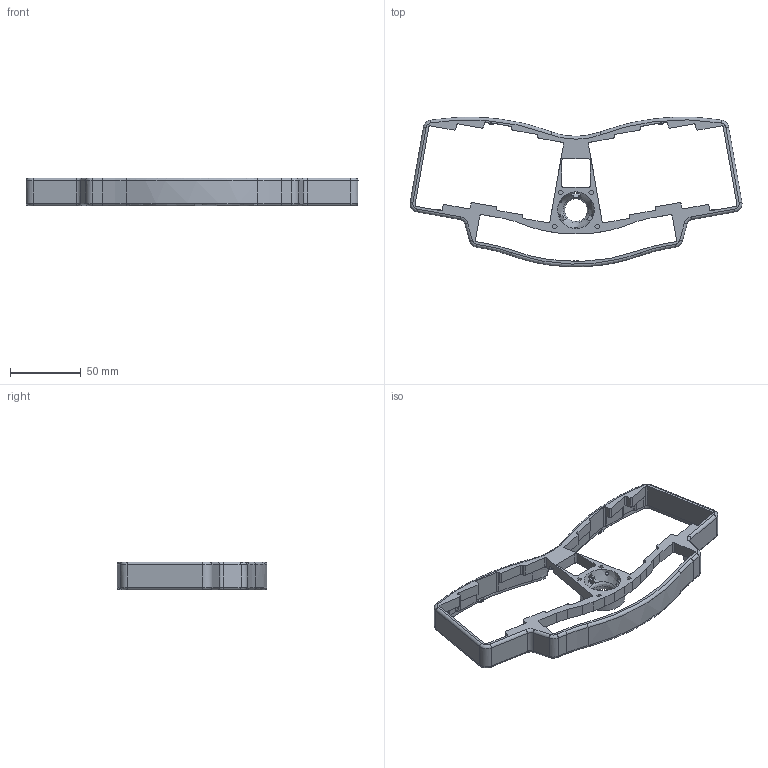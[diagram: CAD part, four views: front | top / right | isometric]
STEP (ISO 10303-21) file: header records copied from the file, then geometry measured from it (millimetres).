
FILE_DESCRIPTION(/* description */ (''),/* implementation_level */ '2;1');
FILE_NAME(/* name */ 'cocot38mini_v2_tadpole_top_magnet_LARGE_SNAPFIT',/* time_stamp */ '2025-06-05T14:22:59-07:00',/* author */ (''),/* organization */ (''),/* preprocessor_version */ 'ST-DEVELOPER v16.5',/* originating_system */ 'Rhino 7.25',/* authorisation */ '');
FILE_SCHEMA (('AUTOMOTIVE_DESIGN_CC2'));
Length unit declared in the file: millimetre
Products named in the file (1): Document
Bounding box: 234.24 x 105.75 x 19.6 mm (x, y, z)
Volume: 64070.3 mm3; surface area: 38069.3 mm2
Topology: 1 solids, 1 shells, 479 faces, 1333 edges, 863 vertices
Faces by surface type: plane 267, cylinder 175, bspline 37
Full cylindrical faces by diameter (mm): 2.4 x3, 3.35 x6, 4 x6, 16 x1
Entity records: 14283 total; most frequent: CARTESIAN_POINT 5889, ORIENTED_EDGE 2654, EDGE_CURVE 1327, VERTEX_POINT 863, B_SPLINE_CURVE_WITH_KNOTS 695, EDGE_LOOP 508, ADVANCED_FACE 479, FACE_OUTER_BOUND 479
